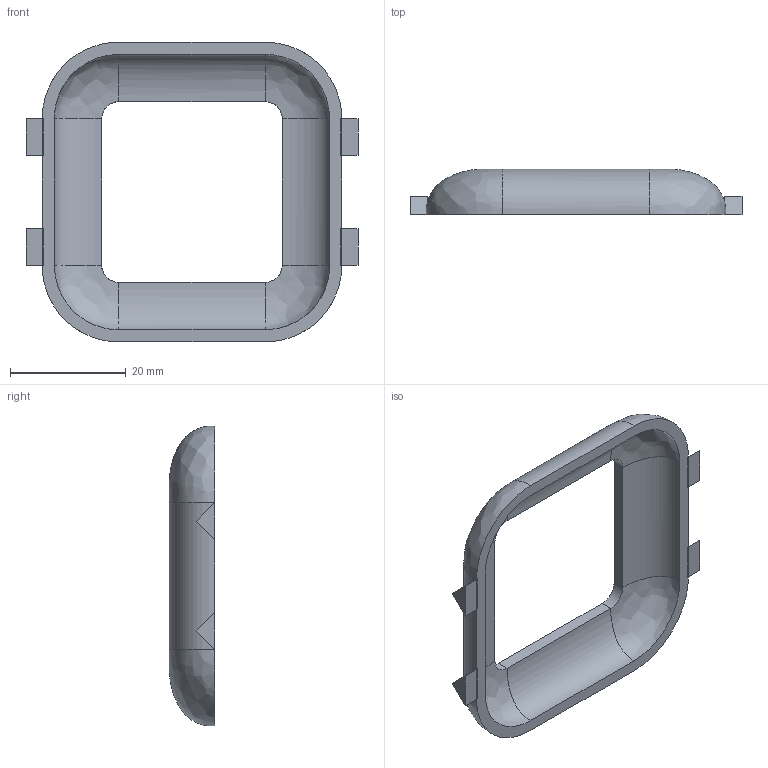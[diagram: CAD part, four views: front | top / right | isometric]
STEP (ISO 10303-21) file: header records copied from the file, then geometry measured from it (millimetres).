
FILE_DESCRIPTION(/* description */ (''),/* implementation_level */ '2;1');
FILE_NAME(/* name */ 'Case Top.stp',/* time_stamp */ '2016-01-15T12:52:08-08:00',/* author */ ('Sam Clay'),/* organization */ ('Turn Touch'),/* preprocessor_version */ 'ST-DEVELOPER v16.1',/* originating_system */ 'Autodesk Inventor 2016',/* authorisation */ '');
FILE_SCHEMA (('AUTOMOTIVE_DESIGN { 1 0 10303 214 3 1 1 }'));
Length unit declared in the file: inch
Products named in the file (1): Case Top
Bounding box: 57.41 x 7.87 x 51.84 mm (x, y, z)
Volume: 4361.1 mm3; surface area: 4963.8 mm2
Topology: 5 solids, 5 shells, 45 faces, 92 edges, 56 vertices
Faces by surface type: plane 25, bspline 16, cylinder 4
Entity records: 2031 total; most frequent: CARTESIAN_POINT 1190, ORIENTED_EDGE 184, DIRECTION 104, EDGE_CURVE 92, VERTEX_POINT 56, B_SPLINE_CURVE_WITH_KNOTS 48, EDGE_LOOP 46, FACE_OUTER_BOUND 45
